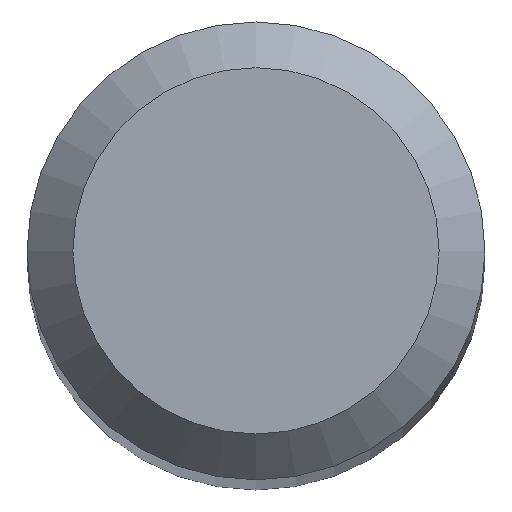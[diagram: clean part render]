
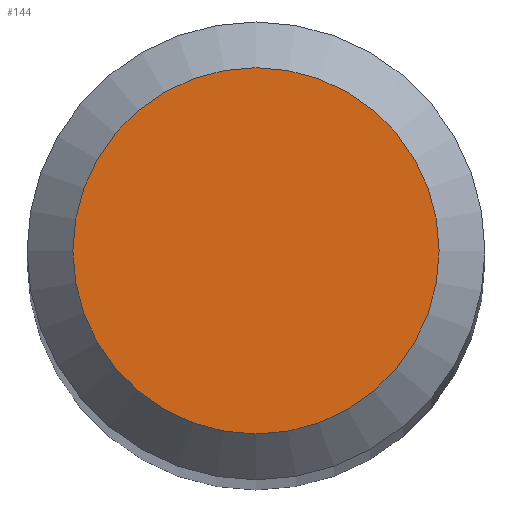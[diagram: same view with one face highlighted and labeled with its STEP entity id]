
A CAD part, top view. The second image highlights one B-rep face of the part: STEP entity #144.
In plain terms, the highlighted planar face has unit normal (0, 0, 1).
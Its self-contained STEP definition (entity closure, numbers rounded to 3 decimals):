
#31 = EDGE_CURVE ( 'NONE', #195, #195, #99, .T. ) ;
#52 = CARTESIAN_POINT ( 'NONE',  ( 0., 0., 38. ) ) ;
#70 = DIRECTION ( 'NONE',  ( 0., 0., -1. ) ) ;
#99 = CIRCLE ( 'NONE', #217, 0.8 ) ;
#101 = FACE_OUTER_BOUND ( 'NONE', #150, .T. ) ;
#140 = CARTESIAN_POINT ( 'NONE',  ( 0., 0., 38. ) ) ;
#144 = ADVANCED_FACE ( 'NONE', ( #101 ), #192, .F. ) ;
#146 = ORIENTED_EDGE ( 'NONE', *, *, #31, .F. ) ;
#150 = EDGE_LOOP ( 'NONE', ( #146 ) ) ;
#175 = DIRECTION ( 'NONE',  ( 0., 1., 0. ) ) ;
#185 = AXIS2_PLACEMENT_3D ( 'NONE', #52, #188, #222 ) ;
#188 = DIRECTION ( 'NONE',  ( 0., 0., -1. ) ) ;
#192 = PLANE ( 'NONE',  #185 ) ;
#195 = VERTEX_POINT ( 'NONE', #199 ) ;
#199 = CARTESIAN_POINT ( 'NONE',  ( 0., 0.8, 38. ) ) ;
#217 = AXIS2_PLACEMENT_3D ( 'NONE', #140, #70, #175 ) ;
#222 = DIRECTION ( 'NONE',  ( 0., 1., 0. ) ) ;
